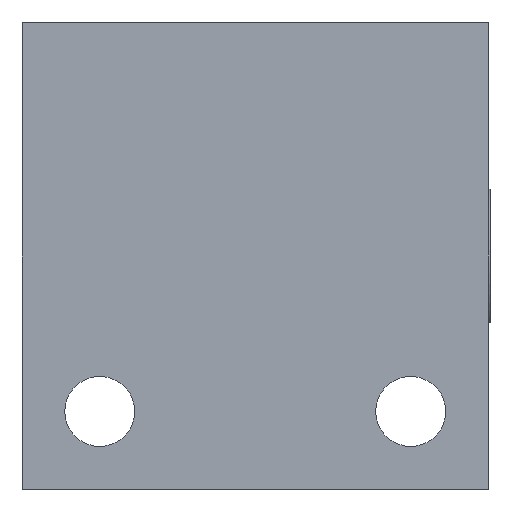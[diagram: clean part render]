
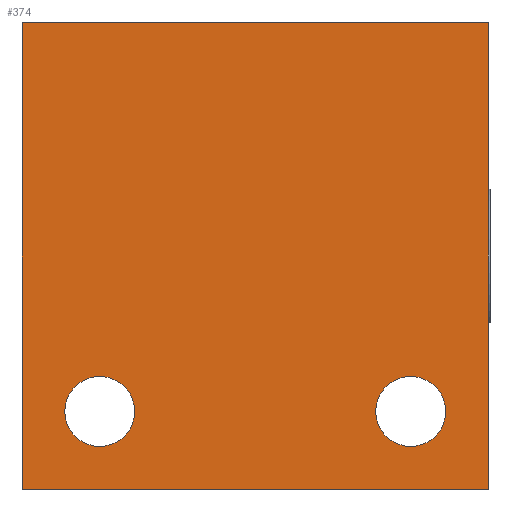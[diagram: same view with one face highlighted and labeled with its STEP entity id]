
A CAD part, front view. The second image highlights one B-rep face of the part: STEP entity #374.
In plain terms, the highlighted planar face has unit normal (0, -1, 0).
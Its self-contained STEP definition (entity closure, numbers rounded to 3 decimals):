
#27 = CIRCLE ( 'NONE', #158, 2.25 ) ;
#32 = VERTEX_POINT ( 'NONE', #111 ) ;
#37 = LINE ( 'NONE', #834, #903 ) ;
#42 = ORIENTED_EDGE ( 'NONE', *, *, #846, .T. ) ;
#43 = EDGE_LOOP ( 'NONE', ( #730, #630 ) ) ;
#44 = AXIS2_PLACEMENT_3D ( 'NONE', #695, #774, #226 ) ;
#72 = DIRECTION ( 'NONE',  ( 0., 0., 1. ) ) ;
#111 = CARTESIAN_POINT ( 'NONE',  ( -10., -7., -12.25 ) ) ;
#126 = VECTOR ( 'NONE', #314, 1000. ) ;
#139 = ORIENTED_EDGE ( 'NONE', *, *, #409, .F. ) ;
#158 = AXIS2_PLACEMENT_3D ( 'NONE', #1016, #537, #72 ) ;
#174 = AXIS2_PLACEMENT_3D ( 'NONE', #484, #951, #403 ) ;
#183 = ORIENTED_EDGE ( 'NONE', *, *, #323, .F. ) ;
#193 = EDGE_CURVE ( 'NONE', #674, #282, #37, .T. ) ;
#195 = EDGE_LOOP ( 'NONE', ( #42, #926 ) ) ;
#202 = CIRCLE ( 'NONE', #637, 2.25 ) ;
#218 = EDGE_CURVE ( 'NONE', #967, #32, #663, .T. ) ;
#226 = DIRECTION ( 'NONE',  ( 0., 0., -1. ) ) ;
#230 = CARTESIAN_POINT ( 'NONE',  ( 10., -7., -7.75 ) ) ;
#237 = DIRECTION ( 'NONE',  ( 0., 0., 1. ) ) ;
#255 = VERTEX_POINT ( 'NONE', #868 ) ;
#270 = EDGE_CURVE ( 'NONE', #255, #354, #202, .T. ) ;
#282 = VERTEX_POINT ( 'NONE', #543 ) ;
#289 = FACE_BOUND ( 'NONE', #195, .T. ) ;
#300 = VERTEX_POINT ( 'NONE', #705 ) ;
#314 = DIRECTION ( 'NONE',  ( 0., 0., 1. ) ) ;
#316 = CARTESIAN_POINT ( 'NONE',  ( 10., -7., -10. ) ) ;
#323 = EDGE_CURVE ( 'NONE', #300, #674, #366, .T. ) ;
#354 = VERTEX_POINT ( 'NONE', #230 ) ;
#366 = LINE ( 'NONE', #538, #126 ) ;
#368 = DIRECTION ( 'NONE',  ( 1., 0., 0. ) ) ;
#374 = ADVANCED_FACE ( 'NONE', ( #289, #518, #703 ), #940, .T. ) ;
#377 = EDGE_CURVE ( 'NONE', #32, #967, #892, .T. ) ;
#383 = CARTESIAN_POINT ( 'NONE',  ( 15., -7., -15. ) ) ;
#403 = DIRECTION ( 'NONE',  ( 0., 0., 1. ) ) ;
#409 = EDGE_CURVE ( 'NONE', #659, #300, #997, .T. ) ;
#432 = CARTESIAN_POINT ( 'NONE',  ( -15., -7., 15. ) ) ;
#467 = DIRECTION ( 'NONE',  ( 0., 1., 0. ) ) ;
#484 = CARTESIAN_POINT ( 'NONE',  ( -10., -7., -10. ) ) ;
#497 = LINE ( 'NONE', #851, #944 ) ;
#518 = FACE_BOUND ( 'NONE', #43, .T. ) ;
#537 = DIRECTION ( 'NONE',  ( 0., 1., 0. ) ) ;
#538 = CARTESIAN_POINT ( 'NONE',  ( -15., -7., 15. ) ) ;
#543 = CARTESIAN_POINT ( 'NONE',  ( 15., -7., 15. ) ) ;
#571 = CARTESIAN_POINT ( 'NONE',  ( -15., -7., -15. ) ) ;
#581 = EDGE_LOOP ( 'NONE', ( #971, #861, #183, #139 ) ) ;
#610 = DIRECTION ( 'NONE',  ( 0., 0., -1. ) ) ;
#630 = ORIENTED_EDGE ( 'NONE', *, *, #377, .T. ) ;
#637 = AXIS2_PLACEMENT_3D ( 'NONE', #316, #785, #237 ) ;
#659 = VERTEX_POINT ( 'NONE', #383 ) ;
#663 = CIRCLE ( 'NONE', #174, 2.25 ) ;
#674 = VERTEX_POINT ( 'NONE', #432 ) ;
#695 = CARTESIAN_POINT ( 'NONE',  ( 0., -7., 0. ) ) ;
#703 = FACE_OUTER_BOUND ( 'NONE', #581, .T. ) ;
#705 = CARTESIAN_POINT ( 'NONE',  ( -15., -7., -15. ) ) ;
#730 = ORIENTED_EDGE ( 'NONE', *, *, #218, .T. ) ;
#770 = EDGE_CURVE ( 'NONE', #282, #659, #497, .T. ) ;
#774 = DIRECTION ( 'NONE',  ( 0., -1., 0. ) ) ;
#785 = DIRECTION ( 'NONE',  ( 0., 1., 0. ) ) ;
#791 = VECTOR ( 'NONE', #894, 1000. ) ;
#793 = CARTESIAN_POINT ( 'NONE',  ( -10., -7., -7.75 ) ) ;
#834 = CARTESIAN_POINT ( 'NONE',  ( -15., -7., 15. ) ) ;
#846 = EDGE_CURVE ( 'NONE', #354, #255, #27, .T. ) ;
#851 = CARTESIAN_POINT ( 'NONE',  ( 15., -7., 15. ) ) ;
#861 = ORIENTED_EDGE ( 'NONE', *, *, #193, .F. ) ;
#868 = CARTESIAN_POINT ( 'NONE',  ( 10., -7., -12.25 ) ) ;
#892 = CIRCLE ( 'NONE', #1014, 2.25 ) ;
#894 = DIRECTION ( 'NONE',  ( -1., 0., 0. ) ) ;
#903 = VECTOR ( 'NONE', #368, 1000. ) ;
#926 = ORIENTED_EDGE ( 'NONE', *, *, #270, .T. ) ;
#935 = DIRECTION ( 'NONE',  ( 0., 0., 1. ) ) ;
#940 = PLANE ( 'NONE',  #44 ) ;
#944 = VECTOR ( 'NONE', #610, 1000. ) ;
#951 = DIRECTION ( 'NONE',  ( 0., 1., 0. ) ) ;
#967 = VERTEX_POINT ( 'NONE', #793 ) ;
#971 = ORIENTED_EDGE ( 'NONE', *, *, #770, .F. ) ;
#997 = LINE ( 'NONE', #571, #791 ) ;
#1007 = CARTESIAN_POINT ( 'NONE',  ( -10., -7., -10. ) ) ;
#1014 = AXIS2_PLACEMENT_3D ( 'NONE', #1007, #467, #935 ) ;
#1016 = CARTESIAN_POINT ( 'NONE',  ( 10., -7., -10. ) ) ;
